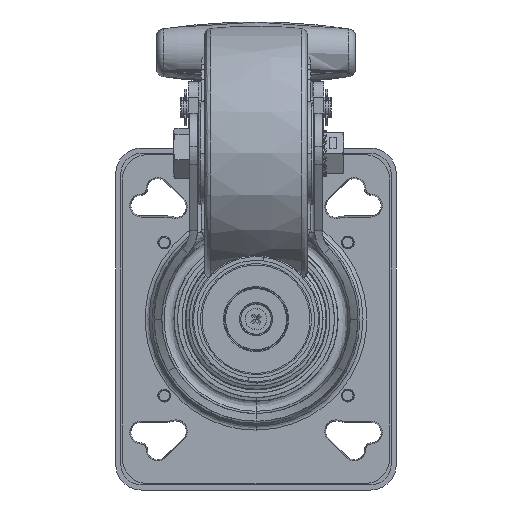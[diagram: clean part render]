
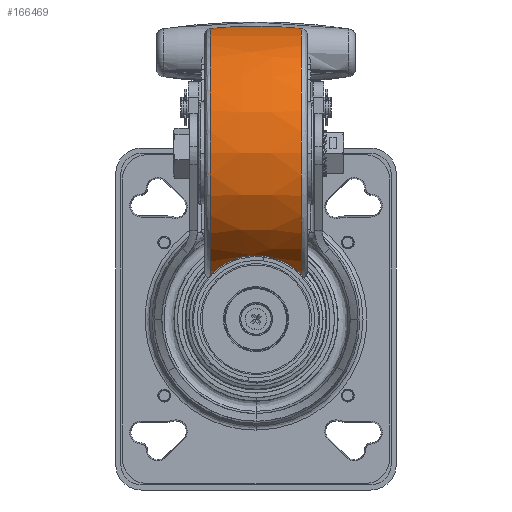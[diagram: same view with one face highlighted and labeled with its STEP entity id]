
A CAD part, front view. The second image highlights one B-rep face of the part: STEP entity #166469.
In plain terms, the highlighted free-form (B-spline) face has degree [3, 3] with [4, 4] control points.
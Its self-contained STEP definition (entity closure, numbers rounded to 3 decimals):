
#1370 = DIRECTION ( 'NONE',  ( 0., -1., 0. ) ) ;
#1562 = CARTESIAN_POINT ( 'NONE',  ( 0., 0., -100. ) ) ;
#2186 = CIRCLE ( 'NONE', #161442, 48.941 ) ;
#7212 = VERTEX_POINT ( 'NONE', #99092 ) ;
#13468 = CARTESIAN_POINT ( 'NONE',  ( -17.797, 0., 0. ) ) ;
#19177 = CARTESIAN_POINT ( 'NONE',  ( 17.853, 0., -48.934 ) ) ;
#23660 = CIRCLE ( 'NONE', #29358, 150. ) ;
#23686 = ORIENTED_EDGE ( 'NONE', *, *, #164049, .T. ) ;
#27131 = DIRECTION ( 'NONE',  ( 0., 0., -1. ) ) ;
#29358 = AXIS2_PLACEMENT_3D ( 'NONE', #158665, #1370, #27131 ) ;
#32080 = CARTESIAN_POINT ( 'NONE',  ( -5.941, -100.714, -50.357 ) ) ;
#37993 = EDGE_CURVE ( 'NONE', #166928, #137854, #23660, .T. ) ;
#41005 = ORIENTED_EDGE ( 'NONE', *, *, #37993, .T. ) ;
#41226 = ORIENTED_EDGE ( 'NONE', *, *, #80547, .F. ) ;
#56104 = VERTEX_POINT ( 'NONE', #108747 ) ;
#57927 = CARTESIAN_POINT ( 'NONE',  ( 5.998, -100.71, 50.355 ) ) ;
#59874 = CARTESIAN_POINT ( 'NONE',  ( 17.853, 0., -48.934 ) ) ;
#64112 = CARTESIAN_POINT ( 'NONE',  ( 17.853, 0., 0. ) ) ;
#65974 = DIRECTION ( 'NONE',  ( 1., 0., 0. ) ) ;
#72523 = CARTESIAN_POINT ( 'NONE',  ( 17.853, -97.868, -48.934 ) ) ;
#77847 = DIRECTION ( 'NONE',  ( -1., 0., 0. ) ) ;
#80547 = EDGE_CURVE ( 'NONE', #7212, #56104, #83543, .T. ) ;
#82264 = CARTESIAN_POINT ( 'NONE',  ( -17.797, 0., -48.941 ) ) ;
#83543 = CIRCLE ( 'NONE', #127417, 150. ) ;
#84566 = CARTESIAN_POINT ( 'NONE',  ( -17.797, 0., -48.941 ) ) ;
#85038 = DIRECTION ( 'NONE',  ( 0., 0., 1. ) ) ;
#91568 = EDGE_CURVE ( 'NONE', #137854, #56104, #117654, .T. ) ;
#97449 = FACE_OUTER_BOUND ( 'NONE', #128071, .T. ) ;
#98287 = CARTESIAN_POINT ( 'NONE',  ( -17.797, -97.881, -48.941 ) ) ;
#99092 = CARTESIAN_POINT ( 'NONE',  ( -17.797, 0., 48.941 ) ) ;
#105467 = DIRECTION ( 'NONE',  ( 0., 0., 1. ) ) ;
#108747 = CARTESIAN_POINT ( 'NONE',  ( 17.853, 0., 48.934 ) ) ;
#108970 = DIRECTION ( 'NONE',  ( 0., 0., 1. ) ) ;
#110327 = CARTESIAN_POINT ( 'NONE',  ( -5.941, 0., -50.357 ) ) ;
#111167 = CARTESIAN_POINT ( 'NONE',  ( -17.797, -97.881, 48.941 ) ) ;
#117654 = CIRCLE ( 'NONE', #139631, 48.934 ) ;
#124768 = ORIENTED_EDGE ( 'NONE', *, *, #91568, .T. ) ;
#124897 = CARTESIAN_POINT ( 'NONE',  ( 17.853, 0., 48.934 ) ) ;
#125014 =( BOUNDED_SURFACE ( )  B_SPLINE_SURFACE ( 3, 3, ( 
 ( #84566, #98287, #111167, #138661 ),
 ( #110327, #32080, #150701, #125733 ),
 ( #149880, #137815, #57927, #136995 ),
 ( #19177, #72523, #165229, #124897 ) ),
 .UNSPECIFIED., .F., .F., .T. ) 
 B_SPLINE_SURFACE_WITH_KNOTS ( ( 4, 4 ),
 ( 4, 4 ),
 ( 0., 1. ),
 ( 0., 1. ),
 .UNSPECIFIED. ) 
 GEOMETRIC_REPRESENTATION_ITEM ( )  RATIONAL_B_SPLINE_SURFACE ( (
 ( 1., 0.333, 0.333, 1.),
 ( 0.995, 0.332, 0.332, 0.995),
 ( 0.995, 0.332, 0.332, 0.995),
 ( 1., 0.333, 0.333, 1.) ) ) 
 REPRESENTATION_ITEM ( '' )  SURFACE ( )  );
#125733 = CARTESIAN_POINT ( 'NONE',  ( -5.941, 0., 50.357 ) ) ;
#127417 = AXIS2_PLACEMENT_3D ( 'NONE', #1562, #147659, #108970 ) ;
#128071 = EDGE_LOOP ( 'NONE', ( #23686, #41005, #124768, #41226 ) ) ;
#136995 = CARTESIAN_POINT ( 'NONE',  ( 5.998, 0., 50.355 ) ) ;
#137815 = CARTESIAN_POINT ( 'NONE',  ( 5.998, -100.71, -50.355 ) ) ;
#137854 = VERTEX_POINT ( 'NONE', #59874 ) ;
#138661 = CARTESIAN_POINT ( 'NONE',  ( -17.797, 0., 48.941 ) ) ;
#139631 = AXIS2_PLACEMENT_3D ( 'NONE', #64112, #77847, #85038 ) ;
#147659 = DIRECTION ( 'NONE',  ( 0., 1., 0. ) ) ;
#149880 = CARTESIAN_POINT ( 'NONE',  ( 5.998, 0., -50.355 ) ) ;
#150701 = CARTESIAN_POINT ( 'NONE',  ( -5.941, -100.714, 50.357 ) ) ;
#158665 = CARTESIAN_POINT ( 'NONE',  ( 0., 0., 100. ) ) ;
#161442 = AXIS2_PLACEMENT_3D ( 'NONE', #13468, #65974, #105467 ) ;
#164049 = EDGE_CURVE ( 'NONE', #7212, #166928, #2186, .T. ) ;
#165229 = CARTESIAN_POINT ( 'NONE',  ( 17.853, -97.868, 48.934 ) ) ;
#166469 = ADVANCED_FACE ( 'NONE', ( #97449 ), #125014, .T. ) ;
#166928 = VERTEX_POINT ( 'NONE', #82264 ) ;
